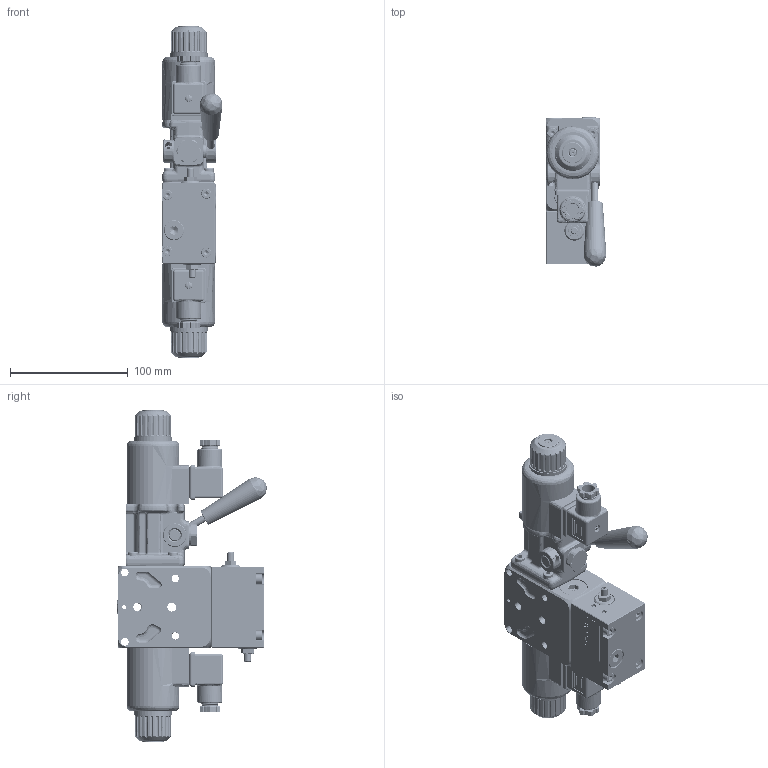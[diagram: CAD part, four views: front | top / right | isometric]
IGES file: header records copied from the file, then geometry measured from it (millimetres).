
Start section: SolidWorks IGES file using analytic representation for surfaces
Global section: file name: CXDH3-M--N---LG1.igs; native system: SolidWorks 2014; preprocessor: SolidWorks 2014; author: serviziopdm; date: 151211.164048; units: millimetre
Bounding box: 51.74 x 127.21 x 282.5 mm (x, y, z)
Surface area: 231902.3 mm2 (no closed solid volume)
Topology: 0 solids, 0 shells, 6028 faces, 69810 edges, 69521 vertices
Faces by surface type: bspline 3172, revolution 2856
